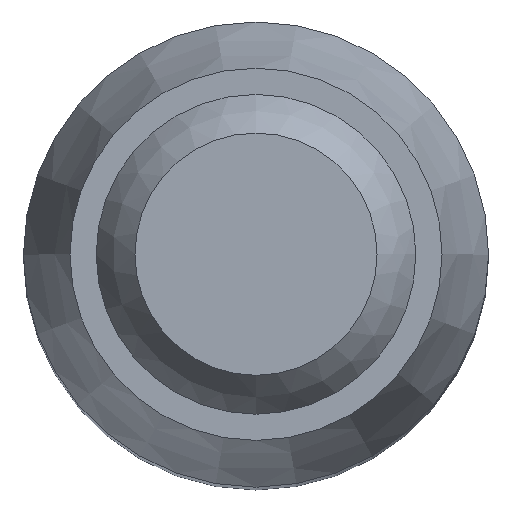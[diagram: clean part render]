
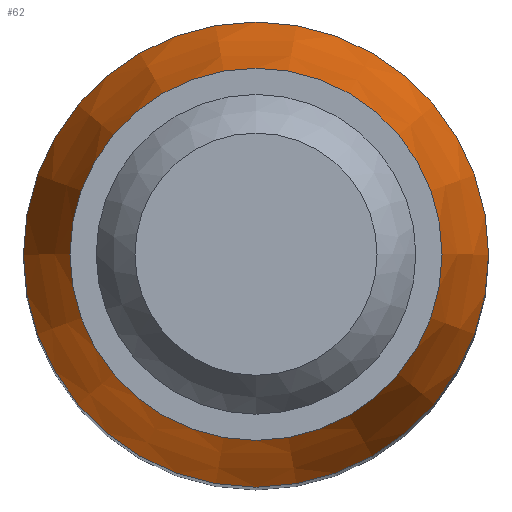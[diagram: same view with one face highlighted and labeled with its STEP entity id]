
A CAD part, top view. The second image highlights one B-rep face of the part: STEP entity #62.
In plain terms, the highlighted conical face has half-angle 16.5 degrees and reference radius 6.4 mm.
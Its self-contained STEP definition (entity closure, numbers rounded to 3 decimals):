
#62 = ADVANCED_FACE( '', ( #132, #133 ), #134, .T. );
#132 = FACE_OUTER_BOUND( '', #206, .T. );
#133 = FACE_BOUND( '', #207, .T. );
#134 = CONICAL_SURFACE( '', #208, 6.4, 0.288 );
#206 = EDGE_LOOP( '', ( #311 ) );
#207 = EDGE_LOOP( '', ( #312 ) );
#208 = AXIS2_PLACEMENT_3D( '', #313, #314, #315 );
#311 = ORIENTED_EDGE( '', *, *, #430, .F. );
#312 = ORIENTED_EDGE( '', *, *, #410, .F. );
#313 = CARTESIAN_POINT( '', ( 0., 0., 62.08 ) );
#314 = DIRECTION( '', ( 0., 0., -1. ) );
#315 = DIRECTION( '', ( -1., 0., 0. ) );
#410 = EDGE_CURVE( '', #477, #477, #478, .T. );
#430 = EDGE_CURVE( '', #509, #509, #510, .F. );
#477 = VERTEX_POINT( '', #561 );
#478 = CIRCLE( '', #562, 6.4 );
#509 = VERTEX_POINT( '', #606 );
#510 = CIRCLE( '', #607, 8. );
#561 = CARTESIAN_POINT( '', ( 6.4, 0., 62.08 ) );
#562 = AXIS2_PLACEMENT_3D( '', #658, #659, #660 );
#606 = CARTESIAN_POINT( '', ( 8., 0., 56.68 ) );
#607 = AXIS2_PLACEMENT_3D( '', #677, #678, #679 );
#658 = CARTESIAN_POINT( '', ( 0., 0., 62.08 ) );
#659 = DIRECTION( '', ( 0., 0., 1. ) );
#660 = DIRECTION( '', ( 1., 0., 0. ) );
#677 = CARTESIAN_POINT( '', ( 0., 0., 56.68 ) );
#678 = DIRECTION( '', ( 0., 0., 1. ) );
#679 = DIRECTION( '', ( 1., 0., 0. ) );
